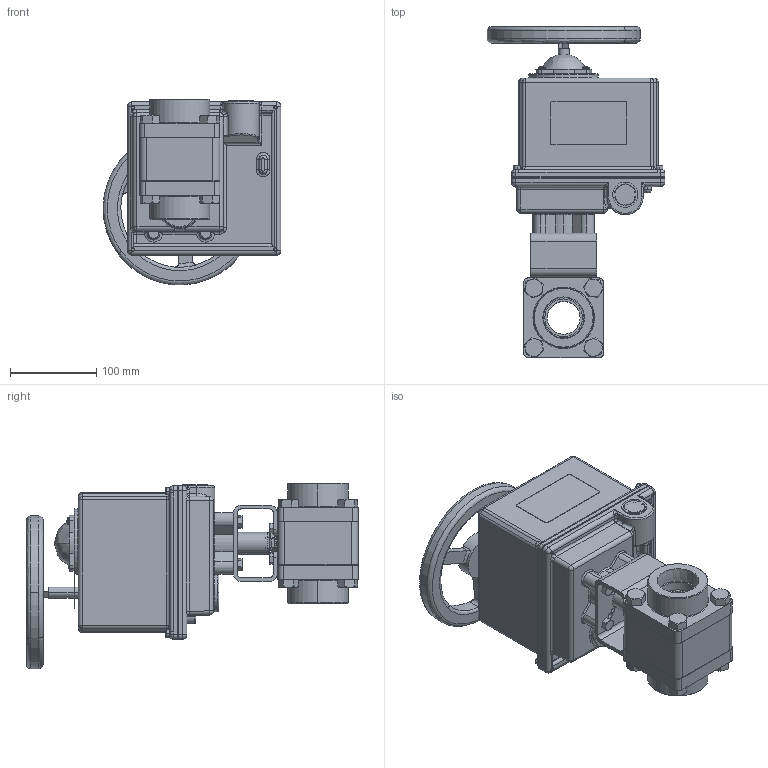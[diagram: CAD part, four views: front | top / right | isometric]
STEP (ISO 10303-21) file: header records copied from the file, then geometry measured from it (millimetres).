
FILE_DESCRIPTION (( 'STEP AP203' ), '1' );
FILE_NAME ('3000F-150-PT_ER-6.STEP', '2017-10-25T14:05:57', ( '' ), ( '' ), 'SwSTEP 2.0', 'SolidWorks 2014', '' );
FILE_SCHEMA (( 'CONFIG_CONTROL_DESIGN' ));
Products named in the file (1): 3000F-150-PT_ER-6
Bounding box: 206.35 x 385.24 x 215.54 mm (x, y, z)
Surface area: 357499.4 mm2 (no closed solid volume)
Topology: 0 solids, 70 shells, 891 faces, 2673 edges, 1809 vertices
Faces by surface type: plane 313, cylinder 307, bspline 159, cone 106, torus 6
Entity records: 41366 total; most frequent: CARTESIAN_POINT 19028, DIRECTION 4391, ORIENTED_EDGE 4378, EDGE_CURVE 2656, VERTEX_POINT 1809, AXIS2_PLACEMENT_3D 1631, LINE 1129, VECTOR 1129
